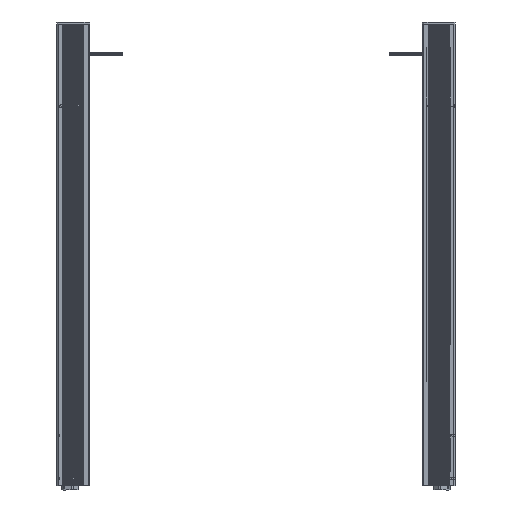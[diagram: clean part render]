
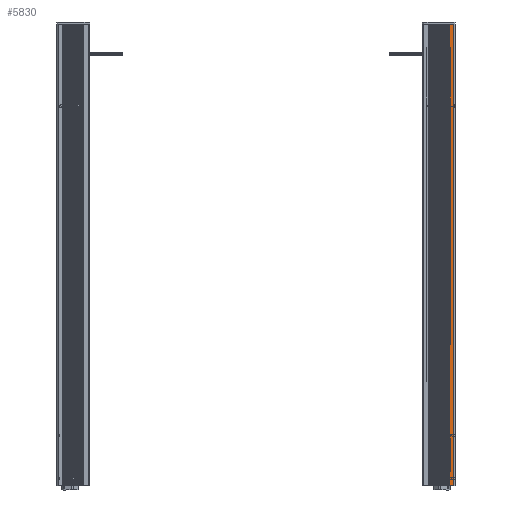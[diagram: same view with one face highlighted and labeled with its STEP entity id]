
A CAD part, left-side view. The second image highlights one B-rep face of the part: STEP entity #5830.
In plain terms, the highlighted face is planar.
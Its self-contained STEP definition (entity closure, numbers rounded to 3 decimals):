
#5830=ADVANCED_FACE('',(#8305),#8306,.F.);
#8305=FACE_OUTER_BOUND('',#11814,.T.);
#8306=PLANE('',#11815);
#11814=EDGE_LOOP('',(#21296,#21297,#21298,#21299));
#11815=AXIS2_PLACEMENT_3D('',#21300,#21301,#21302);
#21296=ORIENTED_EDGE('',*,*,#24988,.F.);
#21297=ORIENTED_EDGE('',*,*,#24339,.T.);
#21298=ORIENTED_EDGE('',*,*,#24281,.T.);
#21299=ORIENTED_EDGE('',*,*,#25632,.T.);
#21300=CARTESIAN_POINT('',(-2.,1000.0,0.));
#21301=DIRECTION('',(0.,0.0,1.0));
#21302=DIRECTION('',(1.0,0.0,0.));
#24281=EDGE_CURVE('',#29061,#29059,#29062,.T.);
#24339=EDGE_CURVE('',#29162,#29061,#29163,.T.);
#24988=EDGE_CURVE('',#29162,#30265,#30266,.T.);
#25632=EDGE_CURVE('',#29059,#30265,#31180,.T.);
#29059=VERTEX_POINT('',#39343);
#29061=VERTEX_POINT('',#39346);
#29062=LINE('',#39347,#39348);
#29162=VERTEX_POINT('',#39489);
#29163=LINE('',#39490,#39491);
#30265=VERTEX_POINT('',#41057);
#30266=LINE('',#41058,#41059);
#31180=LINE('',#42492,#42493);
#39343=CARTESIAN_POINT('',(-2.,0.0,0.));
#39346=CARTESIAN_POINT('',(-2.,631.0,0.));
#39347=CARTESIAN_POINT('',(-2.,1000.0,0.));
#39348=VECTOR('',#45679,1.0);
#39489=CARTESIAN_POINT('',(-8.502,631.0,0.));
#39490=CARTESIAN_POINT('',(-2.,631.0,0.));
#39491=VECTOR('',#45769,1.0);
#41057=CARTESIAN_POINT('',(-8.502,0.0,0.));
#41058=CARTESIAN_POINT('',(-8.502,1000.0,0.));
#41059=VECTOR('',#46956,1.0);
#42492=CARTESIAN_POINT('',(-2.,0.0,0.));
#42493=VECTOR('',#47951,1.0);
#45679=DIRECTION('',(0.0,-1.0,0.0));
#45769=DIRECTION('',(1.0,0.,0.));
#46956=DIRECTION('',(0.0,-1.0,0.0));
#47951=DIRECTION('',(-1.0,0.0,0.));
